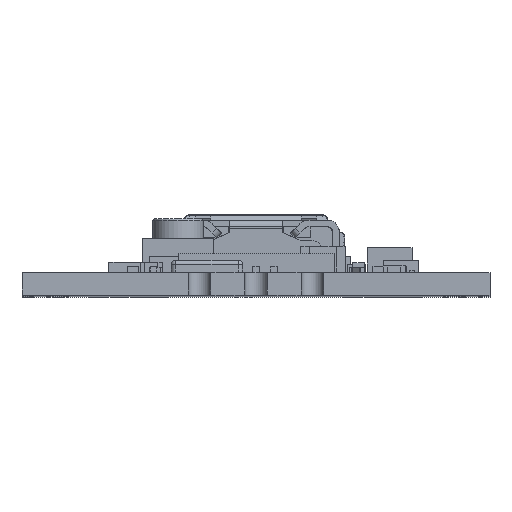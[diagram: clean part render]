
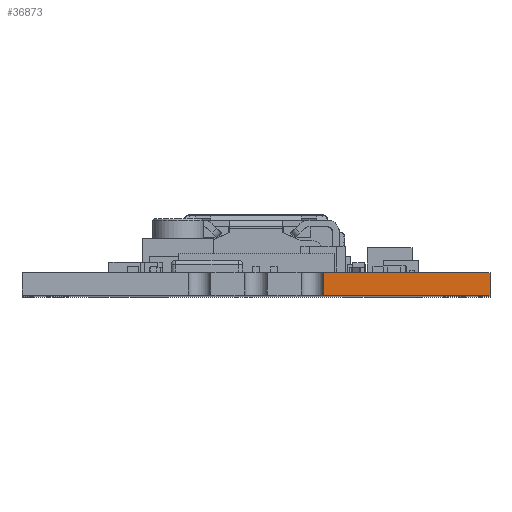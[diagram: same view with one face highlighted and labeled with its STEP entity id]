
A CAD part, top view. The second image highlights one B-rep face of the part: STEP entity #36873.
In plain terms, the highlighted planar face has unit normal (0, 0, 1).
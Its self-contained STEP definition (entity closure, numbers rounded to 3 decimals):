
#1028=PLANE('',#39849);
#2326=FACE_OUTER_BOUND('',#4579,.T.);
#4579=EDGE_LOOP('',(#24825,#24826,#24827,#24828,#24829,#24830,#24831,#24832));
#6944=LINE('',#55358,#10610);
#6946=LINE('',#55365,#10612);
#6947=LINE('',#55367,#10613);
#6948=LINE('',#55369,#10614);
#6949=LINE('',#55371,#10615);
#6950=LINE('',#55373,#10616);
#6951=LINE('',#55374,#10617);
#6952=LINE('',#55375,#10618);
#10610=VECTOR('',#43976,1000.);
#10612=VECTOR('',#43982,1000.);
#10613=VECTOR('',#43983,1000.);
#10614=VECTOR('',#43984,1000.);
#10615=VECTOR('',#43985,1000.);
#10616=VECTOR('',#43986,1000.);
#10617=VECTOR('',#43987,1000.);
#10618=VECTOR('',#43988,1000.);
#15901=VERTEX_POINT('',#55354);
#15903=VERTEX_POINT('',#55357);
#15905=VERTEX_POINT('',#55363);
#15906=VERTEX_POINT('',#55364);
#15907=VERTEX_POINT('',#55366);
#15908=VERTEX_POINT('',#55368);
#15909=VERTEX_POINT('',#55370);
#15910=VERTEX_POINT('',#55372);
#19349=EDGE_CURVE('',#15901,#15903,#6944,.T.);
#19352=EDGE_CURVE('',#15905,#15906,#6946,.T.);
#19353=EDGE_CURVE('',#15906,#15907,#6947,.T.);
#19354=EDGE_CURVE('',#15907,#15908,#6948,.T.);
#19355=EDGE_CURVE('',#15909,#15908,#6949,.T.);
#19356=EDGE_CURVE('',#15910,#15909,#6950,.T.);
#19357=EDGE_CURVE('',#15910,#15903,#6951,.T.);
#19358=EDGE_CURVE('',#15905,#15901,#6952,.T.);
#24825=ORIENTED_EDGE('',*,*,#19352,.T.);
#24826=ORIENTED_EDGE('',*,*,#19353,.T.);
#24827=ORIENTED_EDGE('',*,*,#19354,.T.);
#24828=ORIENTED_EDGE('',*,*,#19355,.F.);
#24829=ORIENTED_EDGE('',*,*,#19356,.F.);
#24830=ORIENTED_EDGE('',*,*,#19357,.T.);
#24831=ORIENTED_EDGE('',*,*,#19349,.F.);
#24832=ORIENTED_EDGE('',*,*,#19358,.F.);
#36873=ADVANCED_FACE('',(#2326),#1028,.T.);
#39849=AXIS2_PLACEMENT_3D('',#55362,#43980,#43981);
#43976=DIRECTION('',(0.,1.,0.));
#43980=DIRECTION('center_axis',(0.,0.,1.));
#43981=DIRECTION('ref_axis',(1.,0.,0.));
#43982=DIRECTION('',(0.,-1.,0.));
#43983=DIRECTION('',(1.,0.,0.));
#43984=DIRECTION('',(0.,1.,0.));
#43985=DIRECTION('',(1.,0.,0.));
#43986=DIRECTION('',(0.,1.,0.));
#43987=DIRECTION('',(-1.,0.,0.));
#43988=DIRECTION('',(-1.,0.,0.));
#55354=CARTESIAN_POINT('',(3.04,-0.499,25.5));
#55357=CARTESIAN_POINT('',(3.04,0.499,25.5));
#55358=CARTESIAN_POINT('',(3.04,0.5,25.5));
#55362=CARTESIAN_POINT('Origin',(-10.5,-0.5,25.5));
#55363=CARTESIAN_POINT('',(3.34,-0.499,25.5));
#55364=CARTESIAN_POINT('',(3.34,-0.5,25.5));
#55365=CARTESIAN_POINT('',(3.34,-0.499,25.5));
#55366=CARTESIAN_POINT('',(10.5,-0.5,25.5));
#55367=CARTESIAN_POINT('',(-10.5,-0.5,25.5));
#55368=CARTESIAN_POINT('',(10.5,0.5,25.5));
#55369=CARTESIAN_POINT('',(10.5,-0.5,25.5));
#55370=CARTESIAN_POINT('',(3.34,0.5,25.5));
#55371=CARTESIAN_POINT('',(-10.5,0.5,25.5));
#55372=CARTESIAN_POINT('',(3.34,0.499,25.5));
#55373=CARTESIAN_POINT('',(3.34,-3.079,25.5));
#55374=CARTESIAN_POINT('',(-10.5,0.499,25.5));
#55375=CARTESIAN_POINT('',(3.04,-0.499,25.5));
